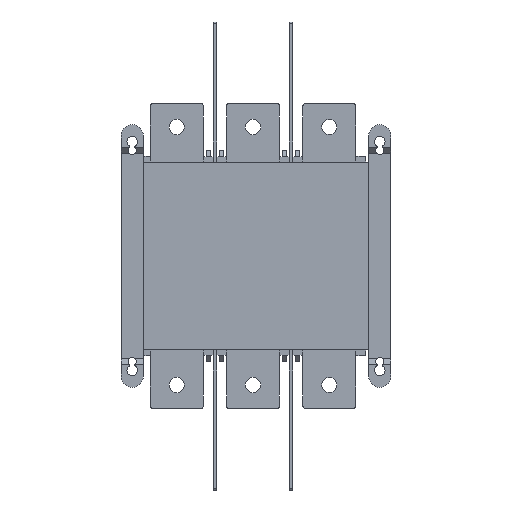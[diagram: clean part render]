
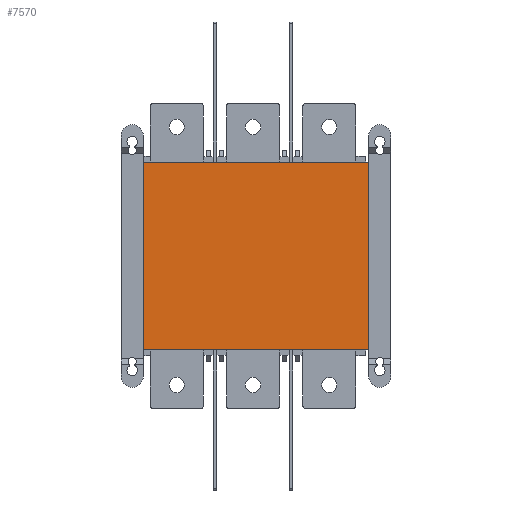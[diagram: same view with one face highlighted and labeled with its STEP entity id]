
A CAD part, front view. The second image highlights one B-rep face of the part: STEP entity #7570.
In plain terms, the highlighted planar face has unit normal (0, -1, 0).
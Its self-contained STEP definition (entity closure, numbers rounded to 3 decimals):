
#1=DIRECTION('',(1.,0.,0.));
#2=VECTOR('',#1,199.);
#3=CARTESIAN_POINT('',(-99.5,0.,80.));
#4=LINE('',#3,#2);
#5=DIRECTION('',(0.,0.,1.));
#6=VECTOR('',#5,160.);
#7=CARTESIAN_POINT('',(99.5,0.,-80.));
#8=LINE('',#7,#6);
#9=DIRECTION('',(-1.,0.,0.));
#10=VECTOR('',#9,199.);
#11=CARTESIAN_POINT('',(99.5,0.,-80.));
#12=LINE('',#11,#10);
#890=DIRECTION('',(0.,0.,1.));
#891=VECTOR('',#890,160.);
#892=CARTESIAN_POINT('',(-99.5,0.,-80.));
#893=LINE('',#892,#891);
#6163=CARTESIAN_POINT('',(-99.5,0.,-80.));
#6165=VERTEX_POINT('',#6163);
#6166=CARTESIAN_POINT('',(-99.5,0.,80.));
#6168=VERTEX_POINT('',#6166);
#6171=CARTESIAN_POINT('',(99.5,0.,-80.));
#6173=VERTEX_POINT('',#6171);
#6174=CARTESIAN_POINT('',(99.5,0.,80.));
#6176=VERTEX_POINT('',#6174);
#7555=CARTESIAN_POINT('',(0.,0.,0.));
#7556=DIRECTION('',(0.,1.,0.));
#7557=DIRECTION('',(1.,0.,0.));
#7558=AXIS2_PLACEMENT_3D('',#7555,#7556,#7557);
#7559=PLANE('',#7558);
#7561=ORIENTED_EDGE('',*,*,#7560,.T.);
#7563=ORIENTED_EDGE('',*,*,#7562,.F.);
#7565=ORIENTED_EDGE('',*,*,#7564,.T.);
#7567=ORIENTED_EDGE('',*,*,#7566,.T.);
#7568=EDGE_LOOP('',(#7561,#7563,#7565,#7567));
#7569=FACE_OUTER_BOUND('',#7568,.F.);
#7570=ADVANCED_FACE('',(#7569),#7559,.F.);
#7560=EDGE_CURVE('',#6168,#6176,#4,.T.);
#7562=EDGE_CURVE('',#6173,#6176,#8,.T.);
#7564=EDGE_CURVE('',#6173,#6165,#12,.T.);
#7566=EDGE_CURVE('',#6165,#6168,#893,.T.);
